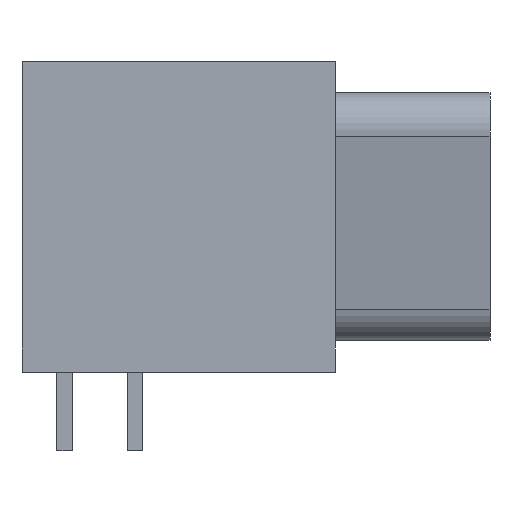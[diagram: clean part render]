
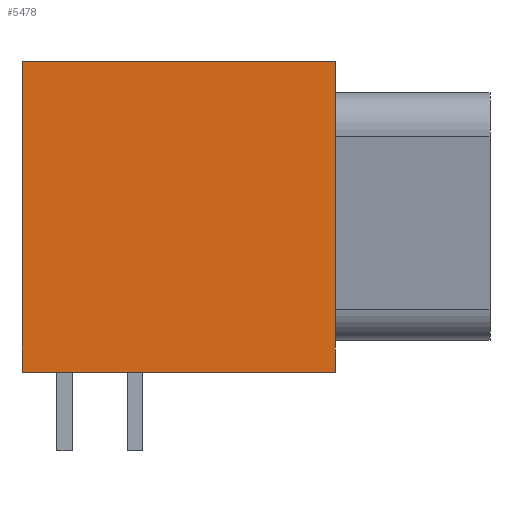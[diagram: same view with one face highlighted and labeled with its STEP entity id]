
A CAD part, front view. The second image highlights one B-rep face of the part: STEP entity #5478.
In plain terms, the highlighted planar face has unit normal (0, -1, 0).
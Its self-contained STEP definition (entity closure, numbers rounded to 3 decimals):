
#678=FACE_OUTER_BOUND('',#1084,.T.);
#1084=EDGE_LOOP('',(#4453,#4454,#4455,#4456));
#1712=LINE('',#9128,#2245);
#1720=LINE('',#9143,#2253);
#1721=LINE('',#9145,#2254);
#1722=LINE('',#9146,#2255);
#2245=VECTOR('',#7200,10.);
#2253=VECTOR('',#7212,10.);
#2254=VECTOR('',#7215,10.);
#2255=VECTOR('',#7216,10.);
#2639=VERTEX_POINT('',#9124);
#2641=VERTEX_POINT('',#9127);
#2645=VERTEX_POINT('',#9139);
#2646=VERTEX_POINT('',#9141);
#3261=EDGE_CURVE('',#2639,#2641,#1712,.T.);
#3269=EDGE_CURVE('',#2645,#2646,#1720,.T.);
#3270=EDGE_CURVE('',#2645,#2639,#1721,.T.);
#3271=EDGE_CURVE('',#2641,#2646,#1722,.T.);
#4453=ORIENTED_EDGE('',*,*,#3270,.F.);
#4454=ORIENTED_EDGE('',*,*,#3269,.T.);
#4455=ORIENTED_EDGE('',*,*,#3271,.F.);
#4456=ORIENTED_EDGE('',*,*,#3261,.F.);
#5160=PLANE('',#5975);
#5478=ADVANCED_FACE('',(#678),#5160,.T.);
#5975=AXIS2_PLACEMENT_3D('',#9144,#7213,#7214);
#7200=DIRECTION('',(0.,0.,1.));
#7212=DIRECTION('',(0.,0.,1.));
#7213=DIRECTION('center_axis',(0.,-1.,0.));
#7214=DIRECTION('ref_axis',(1.,0.,0.));
#7215=DIRECTION('',(-1.,0.,0.));
#7216=DIRECTION('',(1.,0.,0.));
#9124=CARTESIAN_POINT('',(-1.72,-34.85,0.));
#9127=CARTESIAN_POINT('',(-1.72,-34.85,12.55));
#9128=CARTESIAN_POINT('',(-1.72,-34.85,0.));
#9139=CARTESIAN_POINT('',(10.92,-34.85,0.));
#9141=CARTESIAN_POINT('',(10.92,-34.85,12.55));
#9143=CARTESIAN_POINT('',(10.92,-34.85,0.));
#9144=CARTESIAN_POINT('Origin',(-1.72,-34.85,0.));
#9145=CARTESIAN_POINT('',(10.92,-34.85,0.));
#9146=CARTESIAN_POINT('',(10.92,-34.85,12.55));
